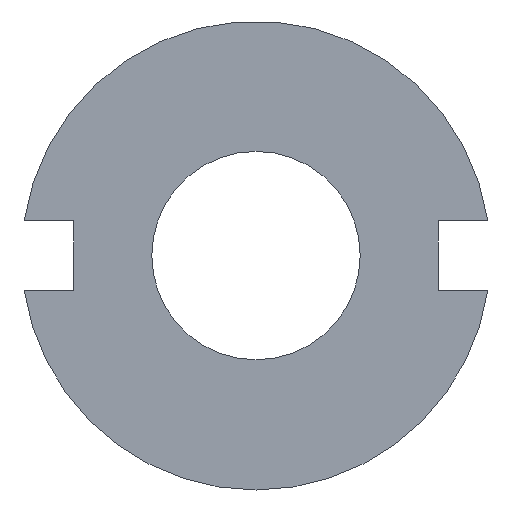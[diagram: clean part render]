
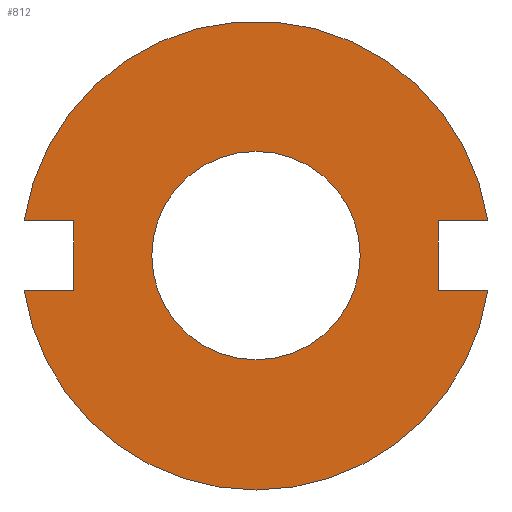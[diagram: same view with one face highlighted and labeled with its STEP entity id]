
A CAD part, front view. The second image highlights one B-rep face of the part: STEP entity #812.
In plain terms, the highlighted planar face has unit normal (0, -1, 0).
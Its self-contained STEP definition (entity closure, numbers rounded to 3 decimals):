
#23 = CIRCLE ( 'NONE', #611, 3. ) ;
#33 = AXIS2_PLACEMENT_3D ( 'NONE', #595, #778, #786 ) ;
#36 = EDGE_CURVE ( 'NONE', #95, #256, #739, .T. ) ;
#45 = CARTESIAN_POINT ( 'NONE',  ( -6.676, -11.5, -1. ) ) ;
#71 = LINE ( 'NONE', #801, #664 ) ;
#91 = DIRECTION ( 'NONE',  ( 0., 0., -1. ) ) ;
#95 = VERTEX_POINT ( 'NONE', #799 ) ;
#99 = EDGE_CURVE ( 'NONE', #582, #364, #805, .T. ) ;
#116 = CARTESIAN_POINT ( 'NONE',  ( -8.25, -11.5, -1. ) ) ;
#118 = CARTESIAN_POINT ( 'NONE',  ( 0., -11.5, 0. ) ) ;
#171 = AXIS2_PLACEMENT_3D ( 'NONE', #870, #546, #265 ) ;
#172 = CARTESIAN_POINT ( 'NONE',  ( -5.25, -11.5, -1. ) ) ;
#178 = DIRECTION ( 'NONE',  ( -1., 0., 0. ) ) ;
#182 = DIRECTION ( 'NONE',  ( 0., 1., 0. ) ) ;
#186 = LINE ( 'NONE', #554, #324 ) ;
#191 = VECTOR ( 'NONE', #378, 1000. ) ;
#192 = VERTEX_POINT ( 'NONE', #441 ) ;
#226 = ORIENTED_EDGE ( 'NONE', *, *, #271, .T. ) ;
#230 = VECTOR ( 'NONE', #736, 1000. ) ;
#242 = CARTESIAN_POINT ( 'NONE',  ( 5.25, -11.5, -1. ) ) ;
#248 = ORIENTED_EDGE ( 'NONE', *, *, #638, .T. ) ;
#253 = DIRECTION ( 'NONE',  ( 0., 1., 0. ) ) ;
#254 = DIRECTION ( 'NONE',  ( 0., 0., 1. ) ) ;
#255 = DIRECTION ( 'NONE',  ( 0., 0., 1. ) ) ;
#256 = VERTEX_POINT ( 'NONE', #515 ) ;
#258 = CARTESIAN_POINT ( 'NONE',  ( 5.25, -11.5, 1. ) ) ;
#265 = DIRECTION ( 'NONE',  ( 0., 0., 1. ) ) ;
#271 = EDGE_CURVE ( 'NONE', #192, #646, #327, .T. ) ;
#293 = CARTESIAN_POINT ( 'NONE',  ( 0., -11.5, -6.75 ) ) ;
#300 = ORIENTED_EDGE ( 'NONE', *, *, #357, .F. ) ;
#319 = VERTEX_POINT ( 'NONE', #697 ) ;
#324 = VECTOR ( 'NONE', #615, 1000. ) ;
#327 = LINE ( 'NONE', #442, #400 ) ;
#336 = ORIENTED_EDGE ( 'NONE', *, *, #36, .T. ) ;
#352 = CARTESIAN_POINT ( 'NONE',  ( 0., -11.5, 0. ) ) ;
#357 = EDGE_CURVE ( 'NONE', #518, #364, #731, .T. ) ;
#364 = VERTEX_POINT ( 'NONE', #572 ) ;
#365 = ORIENTED_EDGE ( 'NONE', *, *, #689, .F. ) ;
#371 = EDGE_CURVE ( 'NONE', #424, #464, #406, .T. ) ;
#378 = DIRECTION ( 'NONE',  ( -1., 0., 0. ) ) ;
#400 = VECTOR ( 'NONE', #91, 1000. ) ;
#405 = LINE ( 'NONE', #242, #191 ) ;
#406 = CIRCLE ( 'NONE', #728, 6.75 ) ;
#409 = ORIENTED_EDGE ( 'NONE', *, *, #99, .T. ) ;
#414 = AXIS2_PLACEMENT_3D ( 'NONE', #118, #865, #254 ) ;
#424 = VERTEX_POINT ( 'NONE', #748 ) ;
#434 = DIRECTION ( 'NONE',  ( 0., 0., 1. ) ) ;
#441 = CARTESIAN_POINT ( 'NONE',  ( -5.25, -11.5, 1. ) ) ;
#442 = CARTESIAN_POINT ( 'NONE',  ( -5.25, -11.5, -1. ) ) ;
#464 = VERTEX_POINT ( 'NONE', #293 ) ;
#493 = EDGE_LOOP ( 'NONE', ( #300, #617, #226, #248, #365, #699, #811, #800, #409 ) ) ;
#515 = CARTESIAN_POINT ( 'NONE',  ( 0., -11.5, -3. ) ) ;
#518 = VERTEX_POINT ( 'NONE', #531 ) ;
#531 = CARTESIAN_POINT ( 'NONE',  ( -6.676, -11.5, 1. ) ) ;
#538 = VERTEX_POINT ( 'NONE', #45 ) ;
#546 = DIRECTION ( 'NONE',  ( 0., 1., 0. ) ) ;
#554 = CARTESIAN_POINT ( 'NONE',  ( 5.25, -11.5, -1. ) ) ;
#572 = CARTESIAN_POINT ( 'NONE',  ( 6.676, -11.5, 1. ) ) ;
#582 = VERTEX_POINT ( 'NONE', #854 ) ;
#583 = EDGE_CURVE ( 'NONE', #424, #319, #405, .T. ) ;
#595 = CARTESIAN_POINT ( 'NONE',  ( 0., -11.5, 0. ) ) ;
#607 = EDGE_LOOP ( 'NONE', ( #637, #336 ) ) ;
#611 = AXIS2_PLACEMENT_3D ( 'NONE', #859, #253, #255 ) ;
#615 = DIRECTION ( 'NONE',  ( 0., 0., 1. ) ) ;
#617 = ORIENTED_EDGE ( 'NONE', *, *, #794, .T. ) ;
#637 = ORIENTED_EDGE ( 'NONE', *, *, #780, .T. ) ;
#638 = EDGE_CURVE ( 'NONE', #646, #538, #873, .T. ) ;
#646 = VERTEX_POINT ( 'NONE', #172 ) ;
#664 = VECTOR ( 'NONE', #730, 1000. ) ;
#689 = EDGE_CURVE ( 'NONE', #464, #538, #787, .T. ) ;
#697 = CARTESIAN_POINT ( 'NONE',  ( 5.25, -11.5, -1. ) ) ;
#699 = ORIENTED_EDGE ( 'NONE', *, *, #371, .F. ) ;
#723 = PLANE ( 'NONE',  #171 ) ;
#724 = CARTESIAN_POINT ( 'NONE',  ( 0., -11.5, 0. ) ) ;
#728 = AXIS2_PLACEMENT_3D ( 'NONE', #352, #825, #434 ) ;
#730 = DIRECTION ( 'NONE',  ( 1., 0., 0. ) ) ;
#731 = CIRCLE ( 'NONE', #822, 6.75 ) ;
#736 = DIRECTION ( 'NONE',  ( 1., 0., 0. ) ) ;
#739 = CIRCLE ( 'NONE', #414, 3. ) ;
#748 = CARTESIAN_POINT ( 'NONE',  ( 6.676, -11.5, -1. ) ) ;
#778 = DIRECTION ( 'NONE',  ( 0., 1., 0. ) ) ;
#780 = EDGE_CURVE ( 'NONE', #256, #95, #23, .T. ) ;
#786 = DIRECTION ( 'NONE',  ( 0., 0., 1. ) ) ;
#787 = CIRCLE ( 'NONE', #33, 6.75 ) ;
#794 = EDGE_CURVE ( 'NONE', #518, #192, #71, .T. ) ;
#798 = VECTOR ( 'NONE', #178, 1000. ) ;
#799 = CARTESIAN_POINT ( 'NONE',  ( 0., -11.5, 3. ) ) ;
#800 = ORIENTED_EDGE ( 'NONE', *, *, #814, .T. ) ;
#801 = CARTESIAN_POINT ( 'NONE',  ( -8.25, -11.5, 1. ) ) ;
#805 = LINE ( 'NONE', #258, #230 ) ;
#811 = ORIENTED_EDGE ( 'NONE', *, *, #583, .T. ) ;
#812 = ADVANCED_FACE ( 'NONE', ( #835, #861 ), #723, .F. ) ;
#814 = EDGE_CURVE ( 'NONE', #319, #582, #186, .T. ) ;
#822 = AXIS2_PLACEMENT_3D ( 'NONE', #724, #182, #862 ) ;
#825 = DIRECTION ( 'NONE',  ( 0., 1., 0. ) ) ;
#835 = FACE_OUTER_BOUND ( 'NONE', #493, .T. ) ;
#854 = CARTESIAN_POINT ( 'NONE',  ( 5.25, -11.5, 1. ) ) ;
#859 = CARTESIAN_POINT ( 'NONE',  ( 0., -11.5, 0. ) ) ;
#861 = FACE_BOUND ( 'NONE', #607, .T. ) ;
#862 = DIRECTION ( 'NONE',  ( 0., 0., 1. ) ) ;
#865 = DIRECTION ( 'NONE',  ( 0., 1., 0. ) ) ;
#870 = CARTESIAN_POINT ( 'NONE',  ( 0., -11.5, 0. ) ) ;
#873 = LINE ( 'NONE', #116, #798 ) ;
